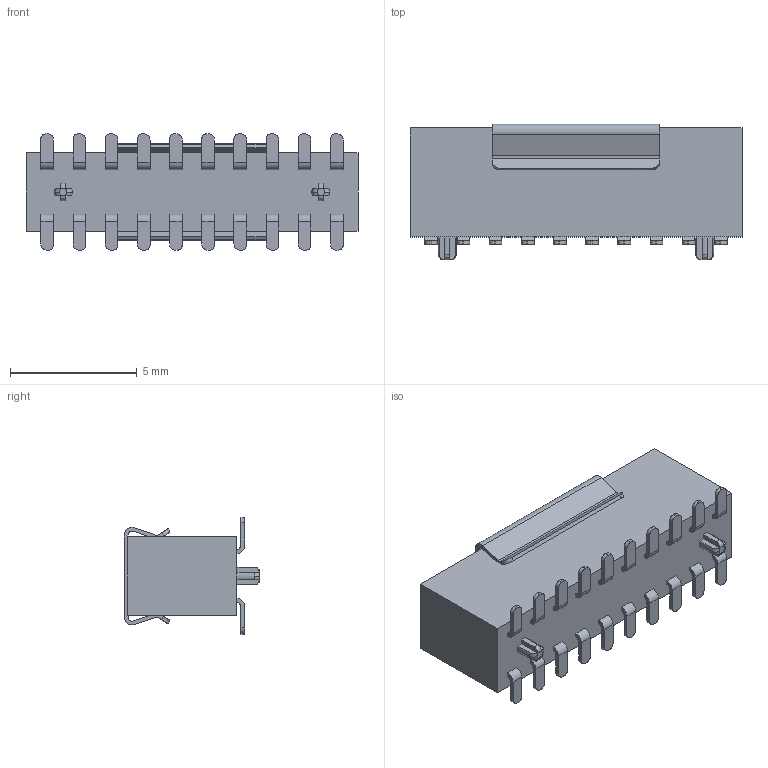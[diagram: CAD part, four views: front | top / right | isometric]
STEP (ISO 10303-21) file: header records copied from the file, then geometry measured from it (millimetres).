
FILE_DESCRIPTION( ('This file contains a STEP AP42 implementation' ,'as created by ZW3D STEP Interface translator.') ,'2;1' );
FILE_NAME( '2344-2XXMXXCUNX2.stp' ,'23 411. 9 532', (''), ('ZWCAD Software Co.'), 'Version 1.0', 'ZW3D to STEP translator', '' );
FILE_SCHEMA(('AUTOMOTIVE_DESIGN { 1 0 10303 214 1 1 1 1 }'));
Length unit declared in the file: millimetre
Products named in the file (2): 0; 2344-210mxxcunx2
Bounding box: 13.1 x 5.35 x 4.6 mm (x, y, z)
Volume: 138.1 mm3; surface area: 880.8 mm2
Topology: 1 solids, 9 shells, 2136 faces, 6078 edges, 3948 vertices
Faces by surface type: plane 1393, cylinder 728, bspline 15
Entity records: 72513 total; most frequent: CARTESIAN_POINT 14074, ORIENTED_EDGE 12156, DIRECTION 11226, EDGE_CURVE 6078, VECTOR 4590, LINE 4590, VERTEX_POINT 3948, AXIS2_PLACEMENT_3D 3318
